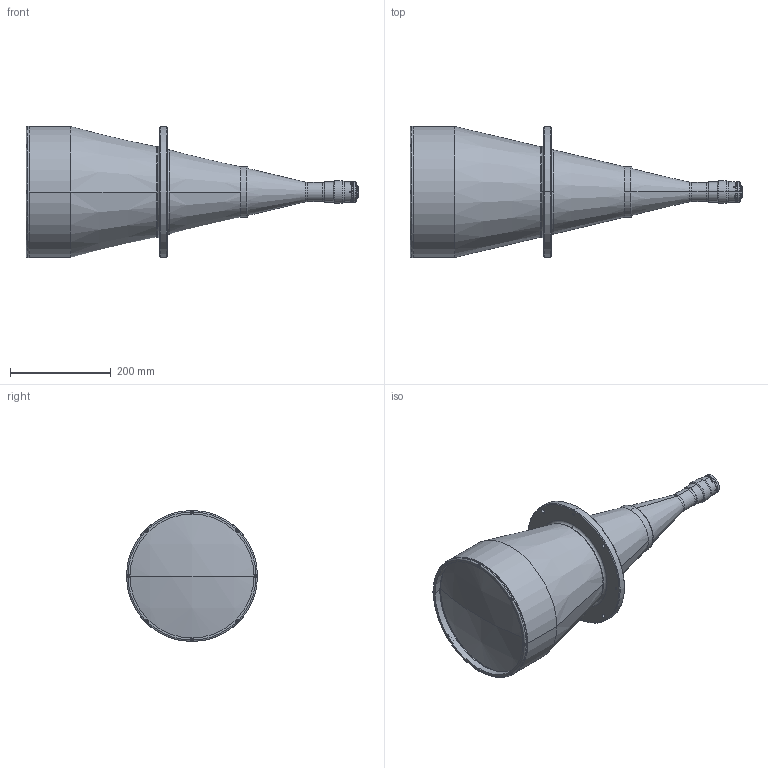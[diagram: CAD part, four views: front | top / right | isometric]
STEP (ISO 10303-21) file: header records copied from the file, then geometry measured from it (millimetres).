
FILE_DESCRIPTION (( 'STEP AP203' ), '1' );
FILE_NAME ('DP71414_TC2MHR192-C.step', '2021-10-04T09:05:42', ( '' ), ( '' ), 'SwSTEP 2.0', 'SolidWorks 2021', '' );
FILE_SCHEMA (( 'CONFIG_CONTROL_DESIGN' ));
Length unit declared in the file: millimetre
Products named in the file (1): DP71414_TC2MHR192-C
Bounding box: 658.73 x 260 x 260 mm (x, y, z)
Surface area: 458716.5 mm2 (no closed solid volume)
Topology: 0 solids, 27 shells, 242 faces, 740 edges, 524 vertices
Faces by surface type: plane 102, cylinder 80, torus 32, cone 26, sphere 2
Entity records: 8857 total; most frequent: CARTESIAN_POINT 1931, DIRECTION 1544, ORIENTED_EDGE 1216, EDGE_CURVE 740, AXIS2_PLACEMENT_3D 597, VERTEX_POINT 524, CIRCLE 354, VECTOR 350
